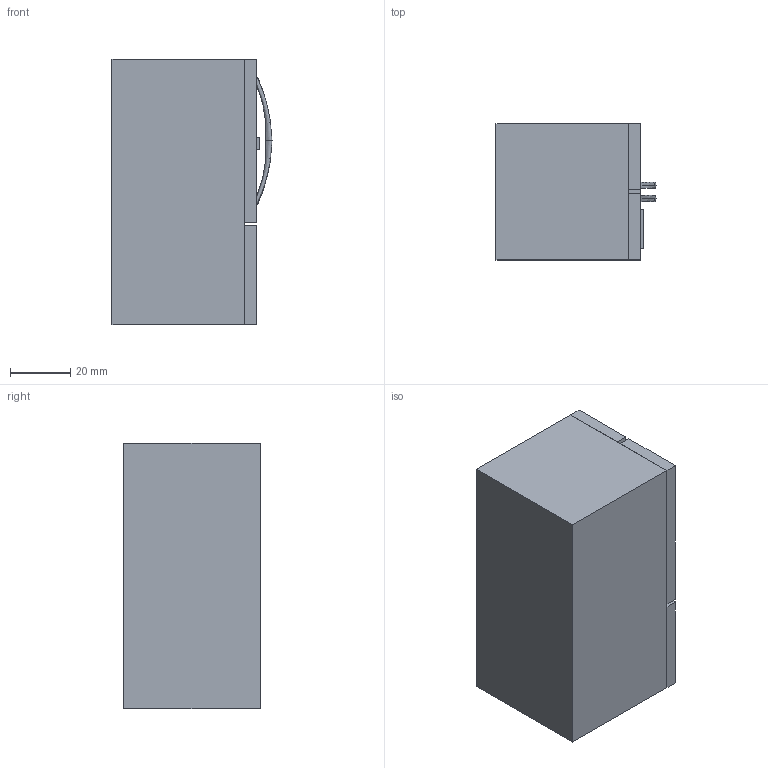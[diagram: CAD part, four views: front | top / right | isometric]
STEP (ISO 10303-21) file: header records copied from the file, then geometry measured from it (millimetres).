
FILE_DESCRIPTION(/* description */ (''),/* implementation_level */ '2;1');
FILE_NAME(/* name */ 'LGProgress1 (Incomplete.step',/* time_stamp */ '2024-07-28T16:19:26-04:00',/* author */ (''),/* organization */ (''),/* preprocessor_version */ 'ST-DEVELOPER v20',/* originating_system */ 'Autodesk Translation Framework v13.14.0.145',/* authorisation */ '');
FILE_SCHEMA (('AUTOMOTIVE_DESIGN { 1 0 10303 214 3 1 1 }'));
Length unit declared in the file: millimetre
Products named in the file (1): (Unsaved)
Bounding box: 53.29 x 45.41 x 88.58 mm (x, y, z)
Volume: 84527.7 mm3; surface area: 57937.8 mm2
Topology: 4 solids, 4 shells, 90 faces, 226 edges, 150 vertices
Faces by surface type: plane 78, bspline 12
Entity records: 3784 total; most frequent: CARTESIAN_POINT 1693, ORIENTED_EDGE 452, DIRECTION 350, EDGE_CURVE 226, LINE 192, VECTOR 192, VERTEX_POINT 150, EDGE_LOOP 100
